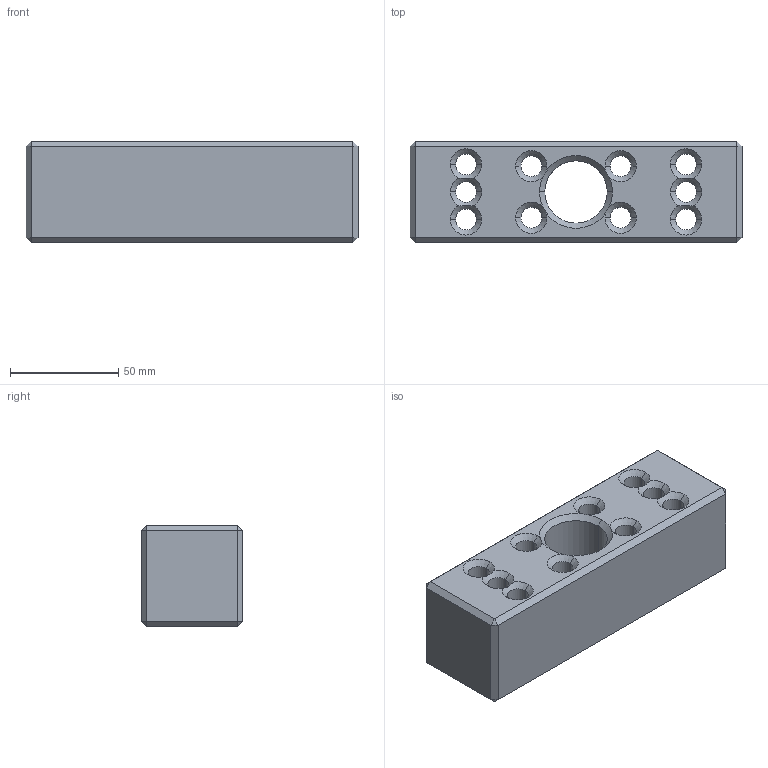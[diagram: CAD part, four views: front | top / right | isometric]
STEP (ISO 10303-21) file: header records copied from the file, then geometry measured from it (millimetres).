
FILE_DESCRIPTION (( 'STEP AP214' ), '1' );
FILE_NAME ('4400-23-P-0412 (1pieza).STEP', '2023-02-25T05:18:09', ( '' ), ( '' ), 'SwSTEP 2.0', 'SolidWorks 2022', '' );
FILE_SCHEMA (( 'AUTOMOTIVE_DESIGN' ));
Length unit declared in the file: inch
Products named in the file (1): 4400-23-P-0412 (1pieza)
Bounding box: 153.31 x 46.83 x 46.83 mm (x, y, z)
Volume: 266157.5 mm3; surface area: 46420.3 mm2
Topology: 1 solids, 1 shells, 92 faces, 250 edges, 144 vertices
Faces by surface type: cone 44, plane 26, cylinder 22
Entity records: 3050 total; most frequent: CARTESIAN_POINT 615, DIRECTION 540, ORIENTED_EDGE 500, EDGE_CURVE 250, AXIS2_PLACEMENT_3D 213, VERTEX_POINT 144, CIRCLE 120, LINE 114
